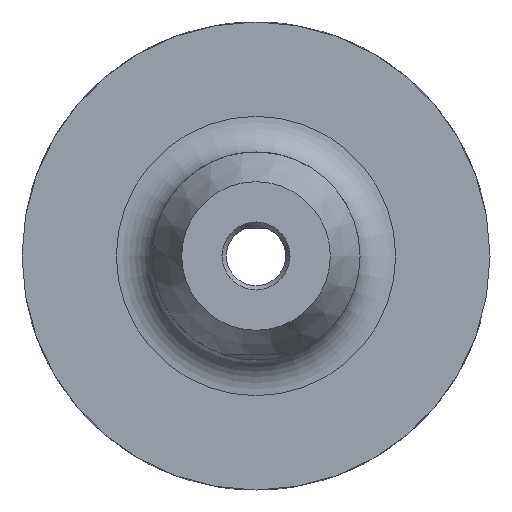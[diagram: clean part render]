
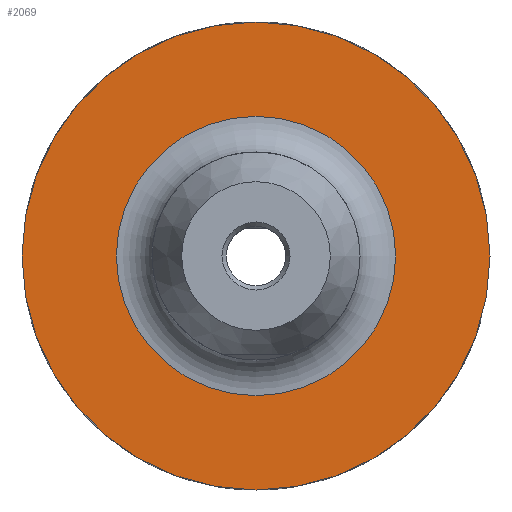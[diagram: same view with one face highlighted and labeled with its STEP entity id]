
A CAD part, left-side view. The second image highlights one B-rep face of the part: STEP entity #2069.
In plain terms, the highlighted planar face has unit normal (-1, 0, 0).
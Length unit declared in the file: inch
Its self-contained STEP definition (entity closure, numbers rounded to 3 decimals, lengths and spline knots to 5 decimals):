
#92=FACE_BOUND('',#369,.T.);
#133=PLANE('',#2305);
#242=FACE_OUTER_BOUND('',#368,.T.);
#368=EDGE_LOOP('',(#1822,#1823));
#369=EDGE_LOOP('',(#1824,#1825));
#566=CIRCLE('',#2145,1.24016);
#567=CIRCLE('',#2146,1.24016);
#646=CIRCLE('',#2303,0.74016);
#647=CIRCLE('',#2304,0.74016);
#792=VERTEX_POINT('',#3290);
#793=VERTEX_POINT('',#3292);
#937=VERTEX_POINT('',#4832);
#938=VERTEX_POINT('',#4834);
#1016=EDGE_CURVE('',#792,#793,#566,.T.);
#1017=EDGE_CURVE('',#793,#792,#567,.T.);
#1234=EDGE_CURVE('',#938,#937,#646,.T.);
#1235=EDGE_CURVE('',#937,#938,#647,.T.);
#1822=ORIENTED_EDGE('',*,*,#1017,.F.);
#1823=ORIENTED_EDGE('',*,*,#1016,.F.);
#1824=ORIENTED_EDGE('',*,*,#1234,.T.);
#1825=ORIENTED_EDGE('',*,*,#1235,.T.);
#2069=ADVANCED_FACE('',(#242,#92),#133,.T.);
#2145=AXIS2_PLACEMENT_3D('',#3293,#2442,#2443);
#2146=AXIS2_PLACEMENT_3D('',#3294,#2444,#2445);
#2303=AXIS2_PLACEMENT_3D('',#4835,#2816,#2817);
#2304=AXIS2_PLACEMENT_3D('',#4836,#2818,#2819);
#2305=AXIS2_PLACEMENT_3D('',#4837,#2820,#2821);
#2442=DIRECTION('center_axis',(1.,0.,0.));
#2443=DIRECTION('ref_axis',(0.,1.,0.));
#2444=DIRECTION('center_axis',(1.,0.,0.));
#2445=DIRECTION('ref_axis',(0.,1.,0.));
#2816=DIRECTION('center_axis',(1.,0.,0.));
#2817=DIRECTION('ref_axis',(0.,1.,0.));
#2818=DIRECTION('center_axis',(1.,0.,0.));
#2819=DIRECTION('ref_axis',(0.,1.,0.));
#2820=DIRECTION('center_axis',(-1.,0.,0.));
#2821=DIRECTION('ref_axis',(0.,0.,1.));
#3290=CARTESIAN_POINT('',(-0.86614,-1.24016,0.));
#3292=CARTESIAN_POINT('',(-0.86614,1.24016,0.));
#3293=CARTESIAN_POINT('Origin',(-0.86614,0.,
0.));
#3294=CARTESIAN_POINT('Origin',(-0.86614,0.,
0.));
#4832=CARTESIAN_POINT('',(-0.86614,0.,0.74016));
#4834=CARTESIAN_POINT('',(-0.86614,0.74016,0.));
#4835=CARTESIAN_POINT('Origin',(-0.86614,0.,
0.));
#4836=CARTESIAN_POINT('Origin',(-0.86614,0.,
0.));
#4837=CARTESIAN_POINT('Origin',(-0.86614,0.99016,0.));
